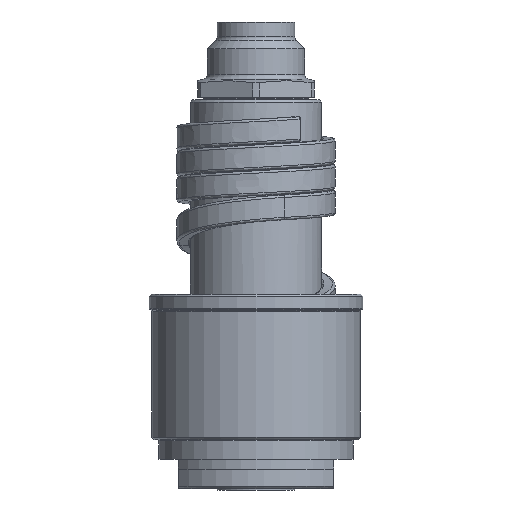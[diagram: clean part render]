
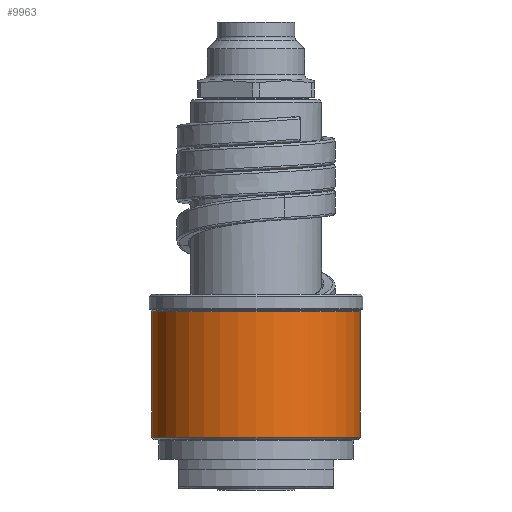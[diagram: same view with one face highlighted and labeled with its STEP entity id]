
A CAD part, front view. The second image highlights one B-rep face of the part: STEP entity #9963.
In plain terms, the highlighted cylindrical face has radius 21.5 mm (diameter 43 mm), a partial arc.
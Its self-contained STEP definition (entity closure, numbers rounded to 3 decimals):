
#3073=CARTESIAN_POINT('',(0.,0.,10.583));
#3074=DIRECTION('',(0.,0.,1.));
#3075=DIRECTION('',(-1.,0.,0.));
#3076=AXIS2_PLACEMENT_3D('',#3073,#3074,#3075);
#3078=DIRECTION('',(0.,0.,-1.));
#3079=VECTOR('',#3078,25.834);
#3080=CARTESIAN_POINT('',(-21.5,0.,36.417));
#3081=LINE('',#3080,#3079);
#3082=CARTESIAN_POINT('',(0.,0.,36.417));
#3083=DIRECTION('',(0.,0.,1.));
#3084=DIRECTION('',(-1.,0.,0.));
#3085=AXIS2_PLACEMENT_3D('',#3082,#3083,#3084);
#3087=DIRECTION('',(0.,0.,-1.));
#3088=VECTOR('',#3087,25.834);
#3089=CARTESIAN_POINT('',(21.5,0.,36.417));
#3090=LINE('',#3089,#3088);
#5874=CARTESIAN_POINT('',(21.5,0.,36.417));
#5875=CARTESIAN_POINT('',(-21.5,0.,36.417));
#5876=VERTEX_POINT('',#5874);
#5877=VERTEX_POINT('',#5875);
#5900=CARTESIAN_POINT('',(21.5,0.,10.583));
#5901=VERTEX_POINT('',#5900);
#5902=CARTESIAN_POINT('',(-21.5,0.,10.583));
#5903=VERTEX_POINT('',#5902);
#9951=CARTESIAN_POINT('',(0.,0.,8.5));
#9952=DIRECTION('',(0.,0.,1.));
#9953=DIRECTION('',(-1.,0.,0.));
#9954=AXIS2_PLACEMENT_3D('',#9951,#9952,#9953);
#9955=CYLINDRICAL_SURFACE('',#9954,21.5);
#9956=ORIENTED_EDGE('',*,*,#7930,.F.);
#9957=ORIENTED_EDGE('',*,*,#7911,.F.);
#9959=ORIENTED_EDGE('',*,*,#9958,.T.);
#9960=ORIENTED_EDGE('',*,*,#7907,.T.);
#9961=EDGE_LOOP('',(#9956,#9957,#9959,#9960));
#9962=FACE_OUTER_BOUND('',#9961,.F.);
#3077=CIRCLE('',#3076,21.5);
#3086=CIRCLE('',#3085,21.5);
#7907=EDGE_CURVE('',#5876,#5901,#3090,.T.);
#7911=EDGE_CURVE('',#5877,#5903,#3081,.T.);
#7930=EDGE_CURVE('',#5903,#5901,#3077,.T.);
#9958=EDGE_CURVE('',#5877,#5876,#3086,.T.);
#9963=ADVANCED_FACE('',(#9962),#9955,.T.);
